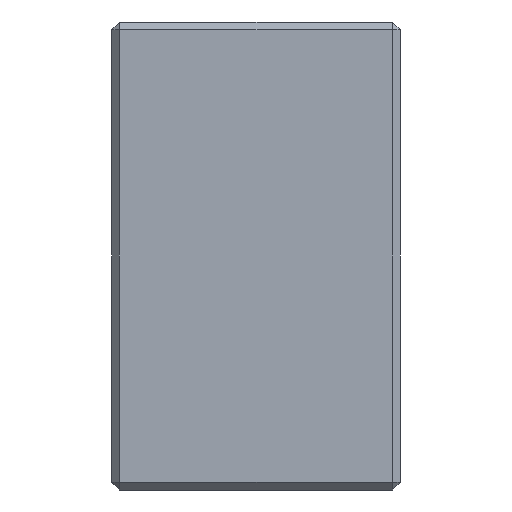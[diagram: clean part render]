
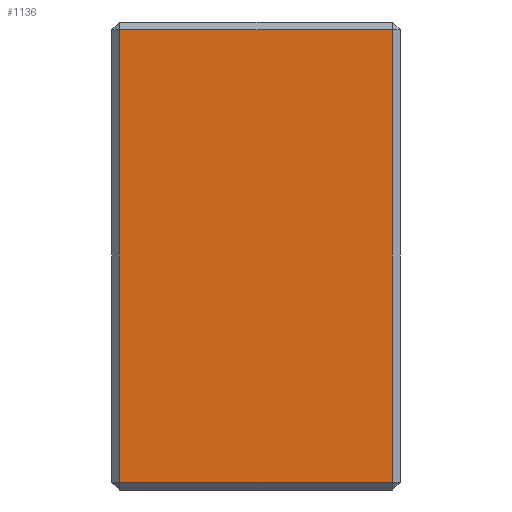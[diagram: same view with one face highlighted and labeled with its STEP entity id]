
A CAD part, left-side view. The second image highlights one B-rep face of the part: STEP entity #1136.
In plain terms, the highlighted planar face has unit normal (-1, 0, 0).
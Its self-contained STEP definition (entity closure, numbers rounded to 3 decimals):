
#22=FACE_OUTER_BOUND('',#98,.T.);
#98=EDGE_LOOP('',(#771,#772,#773,#774));
#202=LINE('',#1685,#362);
#203=LINE('',#1687,#363);
#204=LINE('',#1689,#364);
#205=LINE('',#1690,#365);
#362=VECTOR('',#1345,1000.);
#363=VECTOR('',#1346,1000.);
#364=VECTOR('',#1347,1000.);
#365=VECTOR('',#1348,1000.);
#521=VERTEX_POINT('',#1683);
#522=VERTEX_POINT('',#1684);
#523=VERTEX_POINT('',#1686);
#524=VERTEX_POINT('',#1688);
#610=EDGE_CURVE('',#521,#522,#202,.T.);
#611=EDGE_CURVE('',#522,#523,#203,.T.);
#612=EDGE_CURVE('',#523,#524,#204,.T.);
#613=EDGE_CURVE('',#524,#521,#205,.T.);
#771=ORIENTED_EDGE('',*,*,#610,.T.);
#772=ORIENTED_EDGE('',*,*,#611,.T.);
#773=ORIENTED_EDGE('',*,*,#612,.T.);
#774=ORIENTED_EDGE('',*,*,#613,.T.);
#1061=PLANE('',#1225);
#1136=ADVANCED_FACE('',(#22),#1061,.F.);
#1225=AXIS2_PLACEMENT_3D('',#1682,#1343,#1344);
#1343=DIRECTION('center_axis',(1.,0.,0.));
#1344=DIRECTION('ref_axis',(0.,0.,-1.));
#1345=DIRECTION('',(0.,0.,-1.));
#1346=DIRECTION('',(0.,-1.,0.));
#1347=DIRECTION('',(0.,0.,1.));
#1348=DIRECTION('',(0.,1.,0.));
#1682=CARTESIAN_POINT('Origin',(-19.,0.,15.));
#1683=CARTESIAN_POINT('',(-19.,18.,14.5));
#1684=CARTESIAN_POINT('',(-19.,18.,-14.5));
#1685=CARTESIAN_POINT('',(-19.,18.,15.));
#1686=CARTESIAN_POINT('',(-19.,0.5,-14.5));
#1687=CARTESIAN_POINT('',(-19.,0.,-14.5));
#1688=CARTESIAN_POINT('',(-19.,0.5,14.5));
#1689=CARTESIAN_POINT('',(-19.,0.5,15.));
#1690=CARTESIAN_POINT('',(-19.,0.,14.5));
